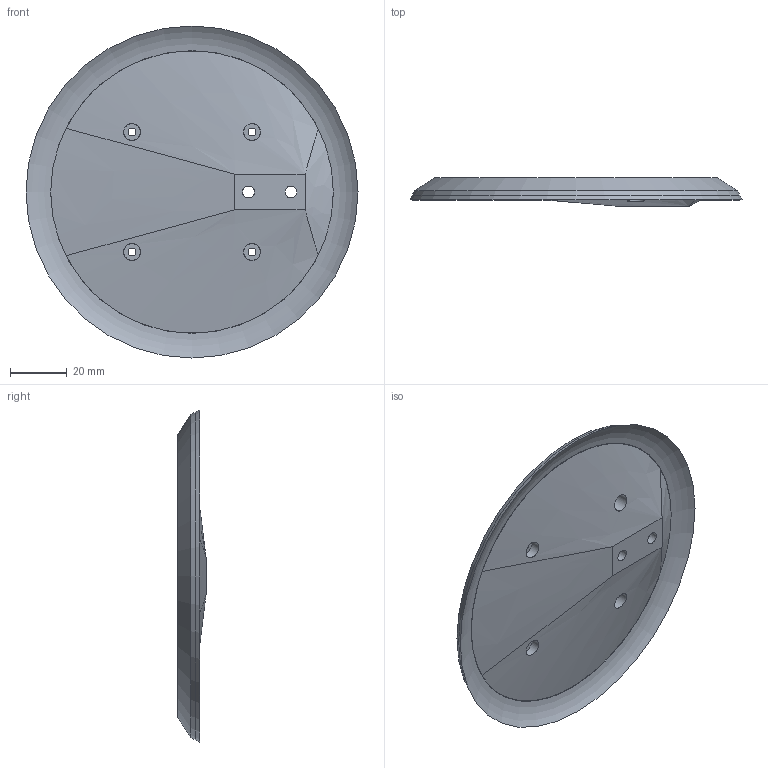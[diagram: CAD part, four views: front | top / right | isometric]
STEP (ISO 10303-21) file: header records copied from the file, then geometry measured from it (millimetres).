
FILE_DESCRIPTION(/* description */ (''),/* implementation_level */ '2;1');
FILE_NAME(/* name */ 'Coupler Evaporimeter LITE.step',/* time_stamp */ '2019-04-23T16:12:30-07:00',/* author */ ('lopej212'),/* organization */ (''),/* preprocessor_version */ 'ST-DEVELOPER v18',/* originating_system */ 'Autodesk Translation Framework v8.2.0.1029',/* authorisation */ '');
FILE_SCHEMA (('AUTOMOTIVE_DESIGN { 1 0 10303 214 3 1 1 }'));
Length unit declared in the file: millimetre
Products named in the file (1): Attachment_WaterContainer_Cirlce
Bounding box: 117.43 x 10 x 117.43 mm (x, y, z)
Volume: 60095.3 mm3; surface area: 23901 mm2
Topology: 1 solids, 1 shells, 29 faces, 65 edges, 44 vertices
Faces by surface type: cylinder 13, plane 8, bspline 4, torus 2, cone 2
Full cylindrical faces by diameter (mm): 2.8 x4, 4.2 x2, 6 x4, 7.5 x2, 100 x1
Entity records: 1159 total; most frequent: CARTESIAN_POINT 433, DIRECTION 143, ORIENTED_EDGE 130, EDGE_CURVE 65, AXIS2_PLACEMENT_3D 60, EDGE_LOOP 47, VERTEX_POINT 44, CIRCLE 34
